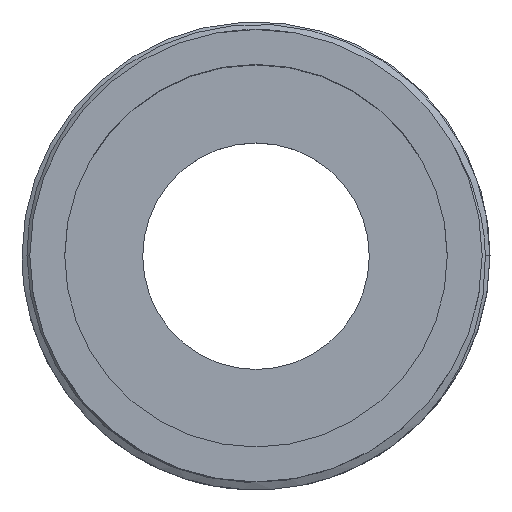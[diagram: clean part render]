
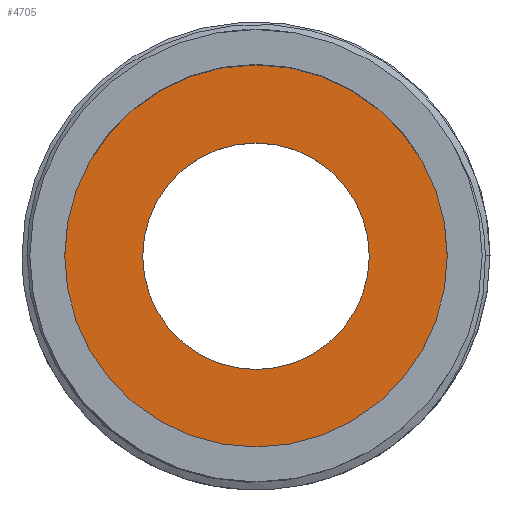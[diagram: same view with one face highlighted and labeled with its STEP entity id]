
A CAD part, top view. The second image highlights one B-rep face of the part: STEP entity #4705.
In plain terms, the highlighted planar face has unit normal (0, 0, 1).
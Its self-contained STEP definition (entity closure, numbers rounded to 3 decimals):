
#4 = DIRECTION ( 'NONE',  ( 0., 0., 1. ) ) ;
#71 = ORIENTED_EDGE ( 'NONE', *, *, #303, .T. ) ;
#148 = VERTEX_POINT ( 'NONE', #291 ) ;
#206 = EDGE_LOOP ( 'NONE', ( #2228, #3886 ) ) ;
#225 = FACE_BOUND ( 'NONE', #206, .T. ) ;
#291 = CARTESIAN_POINT ( 'NONE',  ( 14.525, 0., 5. ) ) ;
#298 = PLANE ( 'NONE',  #2121 ) ;
#303 = EDGE_CURVE ( 'NONE', #1422, #473, #3959, .T. ) ;
#473 = VERTEX_POINT ( 'NONE', #1298 ) ;
#772 = CARTESIAN_POINT ( 'NONE',  ( 0., 0., 5. ) ) ;
#787 = CIRCLE ( 'NONE', #1882, 24.525 ) ;
#812 = AXIS2_PLACEMENT_3D ( 'NONE', #772, #3537, #5033 ) ;
#880 = CARTESIAN_POINT ( 'NONE',  ( -14.525, 0., 5. ) ) ;
#1118 = DIRECTION ( 'NONE',  ( 0., 0., 1. ) ) ;
#1269 = CARTESIAN_POINT ( 'NONE',  ( 0., 0., 5. ) ) ;
#1298 = CARTESIAN_POINT ( 'NONE',  ( 24.525, 0., 5. ) ) ;
#1352 = DIRECTION ( 'NONE',  ( 1., 0., 0. ) ) ;
#1422 = VERTEX_POINT ( 'NONE', #3618 ) ;
#1470 = CARTESIAN_POINT ( 'NONE',  ( 0., 0., 5. ) ) ;
#1882 = AXIS2_PLACEMENT_3D ( 'NONE', #3663, #2455, #1352 ) ;
#1995 = DIRECTION ( 'NONE',  ( 0., 0., 1. ) ) ;
#2121 = AXIS2_PLACEMENT_3D ( 'NONE', #1470, #1118, #4229 ) ;
#2228 = ORIENTED_EDGE ( 'NONE', *, *, #2865, .F. ) ;
#2232 = VERTEX_POINT ( 'NONE', #880 ) ;
#2455 = DIRECTION ( 'NONE',  ( 0., 0., 1. ) ) ;
#2471 = ORIENTED_EDGE ( 'NONE', *, *, #4363, .T. ) ;
#2649 = EDGE_LOOP ( 'NONE', ( #2471, #71 ) ) ;
#2695 = AXIS2_PLACEMENT_3D ( 'NONE', #1269, #1995, #4416 ) ;
#2741 = CARTESIAN_POINT ( 'NONE',  ( 0., 0., 5. ) ) ;
#2865 = EDGE_CURVE ( 'NONE', #2232, #148, #5104, .T. ) ;
#3133 = DIRECTION ( 'NONE',  ( 1., 0., 0. ) ) ;
#3537 = DIRECTION ( 'NONE',  ( 0., 0., 1. ) ) ;
#3618 = CARTESIAN_POINT ( 'NONE',  ( -24.525, 0., 5. ) ) ;
#3663 = CARTESIAN_POINT ( 'NONE',  ( 0., 0., 5. ) ) ;
#3886 = ORIENTED_EDGE ( 'NONE', *, *, #5029, .F. ) ;
#3959 = CIRCLE ( 'NONE', #2695, 24.525 ) ;
#4041 = CIRCLE ( 'NONE', #4763, 14.525 ) ;
#4229 = DIRECTION ( 'NONE',  ( 1., 0., 0. ) ) ;
#4363 = EDGE_CURVE ( 'NONE', #473, #1422, #787, .T. ) ;
#4416 = DIRECTION ( 'NONE',  ( 1., 0., 0. ) ) ;
#4705 = ADVANCED_FACE ( 'NONE', ( #225, #5098 ), #298, .T. ) ;
#4763 = AXIS2_PLACEMENT_3D ( 'NONE', #2741, #4, #3133 ) ;
#5029 = EDGE_CURVE ( 'NONE', #148, #2232, #4041, .T. ) ;
#5033 = DIRECTION ( 'NONE',  ( 1., 0., 0. ) ) ;
#5098 = FACE_OUTER_BOUND ( 'NONE', #2649, .T. ) ;
#5104 = CIRCLE ( 'NONE', #812, 14.525 ) ;
